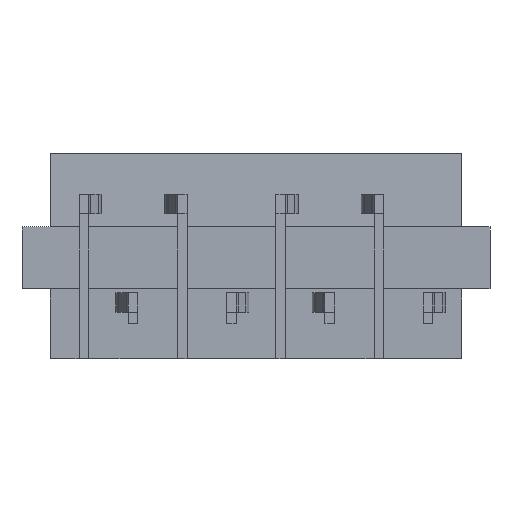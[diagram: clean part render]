
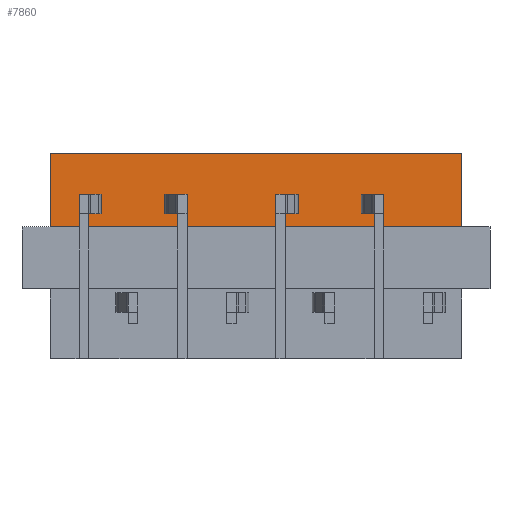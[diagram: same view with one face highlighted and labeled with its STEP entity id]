
A CAD part, front view. The second image highlights one B-rep face of the part: STEP entity #7860.
In plain terms, the highlighted planar face has unit normal (0, -0.999, 0.039).
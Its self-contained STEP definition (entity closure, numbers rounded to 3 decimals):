
#96=DIRECTION('',(1.,0.,0.));
#97=VECTOR('',#96,10.63);
#98=CARTESIAN_POINT('',(-5.315,-2.,-1.9));
#99=LINE('',#98,#97);
#994=DIRECTION('',(0.,-0.039,-0.999));
#995=VECTOR('',#994,1.901);
#996=CARTESIAN_POINT('',(5.315,-1.925,0.));
#997=LINE('',#996,#995);
#998=DIRECTION('',(0.,-0.039,-0.999));
#999=VECTOR('',#998,1.901);
#1000=CARTESIAN_POINT('',(-5.315,-1.925,0.));
#1001=LINE('',#1000,#999);
#1002=DIRECTION('',(1.,0.,0.));
#1003=VECTOR('',#1002,10.63);
#1004=CARTESIAN_POINT('',(-5.315,-1.925,0.));
#1005=LINE('',#1004,#1003);
#5409=CARTESIAN_POINT('',(5.315,-1.925,0.));
#5411=VERTEX_POINT('',#5409);
#5413=CARTESIAN_POINT('',(-5.315,-1.925,0.));
#5415=VERTEX_POINT('',#5413);
#5416=CARTESIAN_POINT('',(5.315,-2.,-1.9));
#5417=VERTEX_POINT('',#5416);
#5418=CARTESIAN_POINT('',(-5.315,-2.,-1.9));
#5419=VERTEX_POINT('',#5418);
#7848=CARTESIAN_POINT('',(-6.045,-1.925,0.));
#7849=DIRECTION('',(0.,-0.999,0.039));
#7850=DIRECTION('',(0.,-0.039,-0.999));
#7851=AXIS2_PLACEMENT_3D('',#7848,#7849,#7850);
#7852=PLANE('',#7851);
#7853=ORIENTED_EDGE('',*,*,#7254,.T.);
#7854=ORIENTED_EDGE('',*,*,#7147,.F.);
#7856=ORIENTED_EDGE('',*,*,#7855,.F.);
#7857=ORIENTED_EDGE('',*,*,#7536,.T.);
#7858=EDGE_LOOP('',(#7853,#7854,#7856,#7857));
#7859=FACE_OUTER_BOUND('',#7858,.F.);
#7860=ADVANCED_FACE('',(#7859),#7852,.T.);
#7147=EDGE_CURVE('',#5419,#5417,#99,.T.);
#7254=EDGE_CURVE('',#5411,#5417,#997,.T.);
#7536=EDGE_CURVE('',#5415,#5411,#1005,.T.);
#7855=EDGE_CURVE('',#5415,#5419,#1001,.T.);
